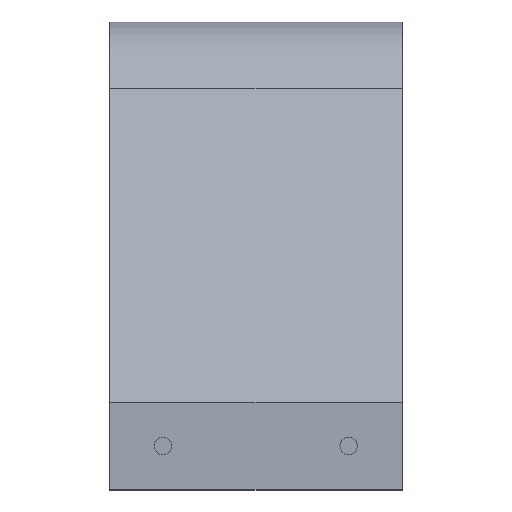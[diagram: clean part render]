
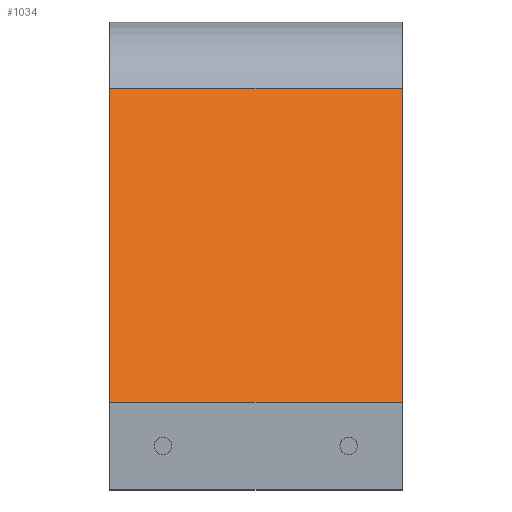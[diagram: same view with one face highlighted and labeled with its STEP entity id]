
A CAD part, top view. The second image highlights one B-rep face of the part: STEP entity #1034.
In plain terms, the highlighted planar face has unit normal (0, 0.393, 0.92).
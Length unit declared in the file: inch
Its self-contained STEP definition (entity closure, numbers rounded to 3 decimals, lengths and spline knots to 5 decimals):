
#86=PLANE('',#1163);
#141=FACE_OUTER_BOUND('',#210,.T.);
#210=EDGE_LOOP('',(#919,#920,#921,#922));
#255=LINE('',#1956,#328);
#288=LINE('',#2084,#361);
#289=LINE('',#2087,#362);
#290=LINE('',#2088,#363);
#328=VECTOR('',#1312,0.3937);
#361=VECTOR('',#1461,0.3937);
#362=VECTOR('',#1464,0.3937);
#363=VECTOR('',#1465,0.3937);
#473=VERTEX_POINT('',#1953);
#474=VERTEX_POINT('',#1955);
#511=VERTEX_POINT('',#2082);
#512=VERTEX_POINT('',#2086);
#591=EDGE_CURVE('',#473,#474,#255,.T.);
#655=EDGE_CURVE('',#511,#473,#288,.T.);
#656=EDGE_CURVE('',#512,#511,#289,.T.);
#657=EDGE_CURVE('',#512,#474,#290,.T.);
#919=ORIENTED_EDGE('',*,*,#655,.F.);
#920=ORIENTED_EDGE('',*,*,#656,.F.);
#921=ORIENTED_EDGE('',*,*,#657,.T.);
#922=ORIENTED_EDGE('',*,*,#591,.F.);
#1034=ADVANCED_FACE('',(#141),#86,.T.);
#1163=AXIS2_PLACEMENT_3D('',#2085,#1462,#1463);
#1312=DIRECTION('',(0.,0.92,-0.393));
#1461=DIRECTION('',(-1.,0.,0.));
#1462=DIRECTION('center_axis',(0.,0.393,0.92));
#1463=DIRECTION('ref_axis',(0.,-0.92,0.393));
#1464=DIRECTION('',(0.,-0.92,0.393));
#1465=DIRECTION('',(-1.,0.,0.));
#1953=CARTESIAN_POINT('',(0.30709,5.11811,2.32283));
#1955=CARTESIAN_POINT('',(0.30709,7.95059,1.11342));
#1956=CARTESIAN_POINT('',(0.30709,5.8831,1.9962));
#2082=CARTESIAN_POINT('',(2.94488,5.11811,2.32283));
#2084=CARTESIAN_POINT('',(0.70079,5.11811,2.32283));
#2085=CARTESIAN_POINT('Origin',(2.55118,7.95059,1.11342));
#2086=CARTESIAN_POINT('',(2.94488,7.95059,1.11342));
#2087=CARTESIAN_POINT('',(2.94488,7.95059,1.11342));
#2088=CARTESIAN_POINT('',(0.70079,7.95059,1.11342));
